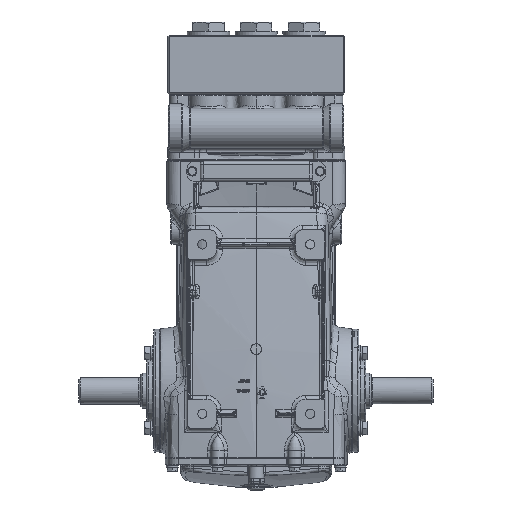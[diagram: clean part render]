
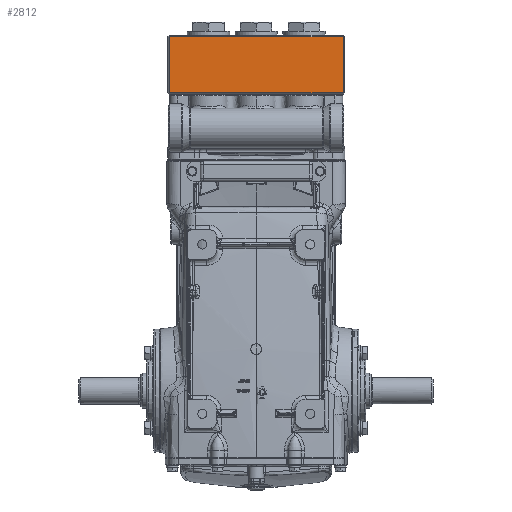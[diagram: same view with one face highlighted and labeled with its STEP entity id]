
A CAD part, front view. The second image highlights one B-rep face of the part: STEP entity #2812.
In plain terms, the highlighted planar face has unit normal (0, -1, 0).
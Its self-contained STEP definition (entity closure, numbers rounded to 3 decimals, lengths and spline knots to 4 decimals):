
#2344 = LINE ( 'NONE', #37532, #87172 ) ;
#2812 = ADVANCED_FACE ( 'NONE', ( #100691 ), #21531, .F. ) ;
#5407 = DIRECTION ( 'NONE',  ( -1., 0., 0. ) ) ;
#9777 = ORIENTED_EDGE ( 'NONE', *, *, #63753, .T. ) ;
#10338 = ORIENTED_EDGE ( 'NONE', *, *, #76708, .F. ) ;
#12033 = ORIENTED_EDGE ( 'NONE', *, *, #107501, .T. ) ;
#12877 = DIRECTION ( 'NONE',  ( 0., 0., 1. ) ) ;
#12965 = VERTEX_POINT ( 'NONE', #42101 ) ;
#21531 = PLANE ( 'NONE',  #23969 ) ;
#23969 = AXIS2_PLACEMENT_3D ( 'NONE', #56713, #92035, #12877 ) ;
#29990 = CARTESIAN_POINT ( 'NONE',  ( -4.5276, -3.5433, 15.2362 ) ) ;
#31293 = VERTEX_POINT ( 'NONE', #101970 ) ;
#31683 = CARTESIAN_POINT ( 'NONE',  ( 4.4488, -3.5433, 18.189 ) ) ;
#37532 = CARTESIAN_POINT ( 'NONE',  ( -4.4488, -3.5433, 18.189 ) ) ;
#39572 = VERTEX_POINT ( 'NONE', #74222 ) ;
#40670 = EDGE_CURVE ( 'NONE', #39572, #12965, #49238, .T. ) ;
#42101 = CARTESIAN_POINT ( 'NONE',  ( -4.4488, -3.5433, 18.1102 ) ) ;
#48329 = VERTEX_POINT ( 'NONE', #75496 ) ;
#49238 = LINE ( 'NONE', #84489, #104630 ) ;
#56713 = CARTESIAN_POINT ( 'NONE',  ( -4.5276, -3.5433, 18.189 ) ) ;
#63753 = EDGE_CURVE ( 'NONE', #31293, #48329, #109130, .T. ) ;
#63978 = ORIENTED_EDGE ( 'NONE', *, *, #40670, .T. ) ;
#65178 = DIRECTION ( 'NONE',  ( 1., 0., 0. ) ) ;
#66870 = DIRECTION ( 'NONE',  ( 0., 0., -1. ) ) ;
#72686 = DIRECTION ( 'NONE',  ( 0., 0., -1. ) ) ;
#74222 = CARTESIAN_POINT ( 'NONE',  ( 4.4488, -3.5433, 18.1102 ) ) ;
#75496 = CARTESIAN_POINT ( 'NONE',  ( 4.4488, -3.5433, 15.2362 ) ) ;
#76708 = EDGE_CURVE ( 'NONE', #39572, #48329, #110857, .T. ) ;
#84489 = CARTESIAN_POINT ( 'NONE',  ( -4.5276, -3.5433, 18.1102 ) ) ;
#87172 = VECTOR ( 'NONE', #72686, 39.3701 ) ;
#92035 = DIRECTION ( 'NONE',  ( 0., 1., 0. ) ) ;
#94781 = VECTOR ( 'NONE', #65178, 39.3701 ) ;
#100691 = FACE_OUTER_BOUND ( 'NONE', #101932, .T. ) ;
#101932 = EDGE_LOOP ( 'NONE', ( #9777, #10338, #63978, #12033 ) ) ;
#101970 = CARTESIAN_POINT ( 'NONE',  ( -4.4488, -3.5433, 15.2362 ) ) ;
#103303 = VECTOR ( 'NONE', #66870, 39.3701 ) ;
#104630 = VECTOR ( 'NONE', #5407, 39.3701 ) ;
#107501 = EDGE_CURVE ( 'NONE', #12965, #31293, #2344, .T. ) ;
#109130 = LINE ( 'NONE', #29990, #94781 ) ;
#110857 = LINE ( 'NONE', #31683, #103303 ) ;
